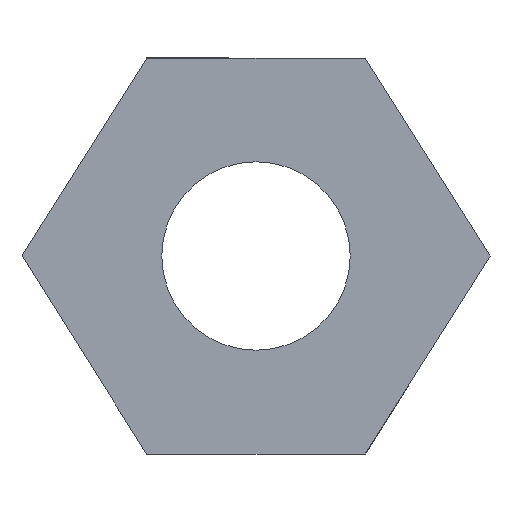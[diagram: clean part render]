
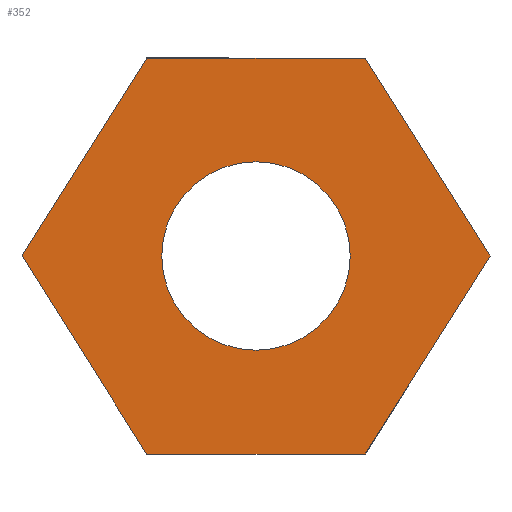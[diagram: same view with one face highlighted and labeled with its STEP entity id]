
A CAD part, front view. The second image highlights one B-rep face of the part: STEP entity #352.
In plain terms, the highlighted planar face has unit normal (0, -1, 0).
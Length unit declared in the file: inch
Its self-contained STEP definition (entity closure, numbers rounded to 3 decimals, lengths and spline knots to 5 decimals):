
#50 = ORIENTED_EDGE ( 'NONE', *, *, #83, .F. ) ;
#51 = ORIENTED_EDGE ( 'NONE', *, *, #78, .T. ) ;
#52 = ORIENTED_EDGE ( 'NONE', *, *, #101, .T. ) ;
#66 = EDGE_CURVE ( 'NONE', #112, #191, #145, .T. ) ;
#69 = VERTEX_POINT ( 'NONE', #135 ) ;
#78 = EDGE_CURVE ( 'NONE', #69, #84, #312, .T. ) ;
#83 = EDGE_CURVE ( 'NONE', #113, #84, #302, .T. ) ;
#84 = VERTEX_POINT ( 'NONE', #298 ) ;
#90 = VERTEX_POINT ( 'NONE', #252 ) ;
#91 = EDGE_CURVE ( 'NONE', #90, #122, #251, .T. ) ;
#101 = EDGE_CURVE ( 'NONE', #102, #69, #241, .T. ) ;
#102 = VERTEX_POINT ( 'NONE', #237 ) ;
#111 = EDGE_CURVE ( 'NONE', #112, #113, #231, .T. ) ;
#112 = VERTEX_POINT ( 'NONE', #168 ) ;
#113 = VERTEX_POINT ( 'NONE', #167 ) ;
#122 = VERTEX_POINT ( 'NONE', #229 ) ;
#135 = CARTESIAN_POINT ( 'NONE',  ( 0.05161, -0.08, 0.0935 ) ) ;
#142 = DIRECTION ( 'NONE',  ( 1., 0., 0. ) ) ;
#143 = VECTOR ( 'NONE', #142, 39.37008 ) ;
#144 = CARTESIAN_POINT ( 'NONE',  ( -0.05161, -0.08, -0.0935 ) ) ;
#145 = LINE ( 'NONE', #144, #143 ) ;
#167 = CARTESIAN_POINT ( 'NONE',  ( -0.1105, -0.08, 0. ) ) ;
#168 = CARTESIAN_POINT ( 'NONE',  ( -0.05161, -0.08, -0.0935 ) ) ;
#169 = DIRECTION ( 'NONE',  ( -0.533, 0., 0.846 ) ) ;
#170 = VECTOR ( 'NONE', #169, 39.37008 ) ;
#171 = EDGE_LOOP ( 'NONE', ( #172, #174 ) ) ;
#172 = ORIENTED_EDGE ( 'NONE', *, *, #173, .T. ) ;
#173 = EDGE_CURVE ( 'NONE', #122, #90, #222, .T. ) ;
#174 = ORIENTED_EDGE ( 'NONE', *, *, #91, .T. ) ;
#175 = EDGE_LOOP ( 'NONE', ( #176, #177, #178, #52, #51, #50 ) ) ;
#176 = ORIENTED_EDGE ( 'NONE', *, *, #111, .F. ) ;
#177 = ORIENTED_EDGE ( 'NONE', *, *, #66, .T. ) ;
#178 = ORIENTED_EDGE ( 'NONE', *, *, #190, .T. ) ;
#190 = EDGE_CURVE ( 'NONE', #191, #102, #284, .T. ) ;
#191 = VERTEX_POINT ( 'NONE', #280 ) ;
#214 = DIRECTION ( 'NONE',  ( 0., 0., 1. ) ) ;
#215 = DIRECTION ( 'NONE',  ( 0., 1., 0. ) ) ;
#216 = CARTESIAN_POINT ( 'NONE',  ( 0., -0.08, 0. ) ) ;
#217 = AXIS2_PLACEMENT_3D ( 'NONE', #216, #215, #214 ) ;
#222 = CIRCLE ( 'NONE', #217, 0.0445 ) ;
#229 = CARTESIAN_POINT ( 'NONE',  ( 0., -0.08, 0.0445 ) ) ;
#230 = CARTESIAN_POINT ( 'NONE',  ( -0.05161, -0.08, -0.0935 ) ) ;
#231 = LINE ( 'NONE', #230, #170 ) ;
#237 = CARTESIAN_POINT ( 'NONE',  ( 0.1105, -0.08, 0. ) ) ;
#238 = DIRECTION ( 'NONE',  ( -0.533, 0., 0.846 ) ) ;
#239 = VECTOR ( 'NONE', #238, 39.37008 ) ;
#240 = CARTESIAN_POINT ( 'NONE',  ( 0.1105, -0.08, 0. ) ) ;
#241 = LINE ( 'NONE', #240, #239 ) ;
#247 = DIRECTION ( 'NONE',  ( 0., 0., 1. ) ) ;
#248 = DIRECTION ( 'NONE',  ( 0., 1., 0. ) ) ;
#249 = CARTESIAN_POINT ( 'NONE',  ( 0., -0.08, 0. ) ) ;
#250 = AXIS2_PLACEMENT_3D ( 'NONE', #249, #248, #247 ) ;
#251 = CIRCLE ( 'NONE', #250, 0.0445 ) ;
#252 = CARTESIAN_POINT ( 'NONE',  ( 0., -0.08, -0.0445 ) ) ;
#264 = DIRECTION ( 'NONE',  ( 0., 0., 1. ) ) ;
#265 = DIRECTION ( 'NONE',  ( 0., 1., 0. ) ) ;
#266 = CARTESIAN_POINT ( 'NONE',  ( -0.1105, -0.08, 0. ) ) ;
#267 = AXIS2_PLACEMENT_3D ( 'NONE', #266, #265, #264 ) ;
#268 = PLANE ( 'NONE',  #267 ) ;
#269 = FACE_OUTER_BOUND ( 'NONE', #175, .T. ) ;
#270 = FACE_BOUND ( 'NONE', #171, .T. ) ;
#280 = CARTESIAN_POINT ( 'NONE',  ( 0.05161, -0.08, -0.0935 ) ) ;
#281 = DIRECTION ( 'NONE',  ( 0.533, 0., 0.846 ) ) ;
#282 = VECTOR ( 'NONE', #281, 39.37008 ) ;
#283 = CARTESIAN_POINT ( 'NONE',  ( 0.05161, -0.08, -0.0935 ) ) ;
#284 = LINE ( 'NONE', #283, #282 ) ;
#298 = CARTESIAN_POINT ( 'NONE',  ( -0.05161, -0.08, 0.0935 ) ) ;
#299 = DIRECTION ( 'NONE',  ( 0.533, 0., 0.846 ) ) ;
#300 = VECTOR ( 'NONE', #299, 39.37008 ) ;
#301 = CARTESIAN_POINT ( 'NONE',  ( -0.1105, -0.08, 0. ) ) ;
#302 = LINE ( 'NONE', #301, #300 ) ;
#309 = DIRECTION ( 'NONE',  ( -1., 0., 0. ) ) ;
#310 = VECTOR ( 'NONE', #309, 39.37008 ) ;
#311 = CARTESIAN_POINT ( 'NONE',  ( 0.05161, -0.08, 0.0935 ) ) ;
#312 = LINE ( 'NONE', #311, #310 ) ;
#352 = ADVANCED_FACE ( 'NONE', ( #270, #269 ), #268, .F. ) ;
